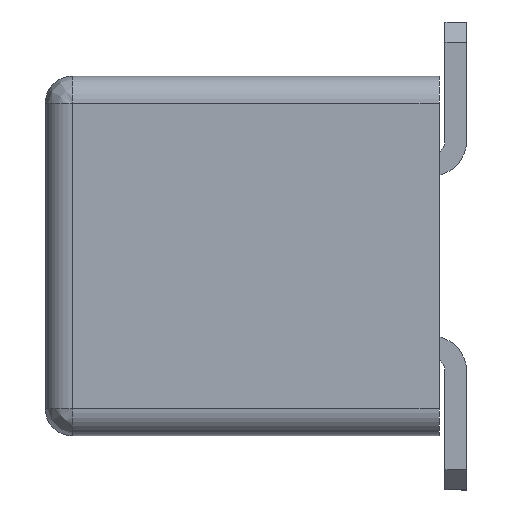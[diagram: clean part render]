
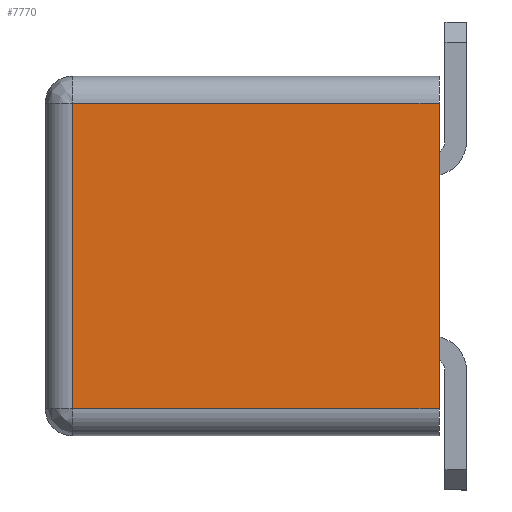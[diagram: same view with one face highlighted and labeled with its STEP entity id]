
A CAD part, left-side view. The second image highlights one B-rep face of the part: STEP entity #7770.
In plain terms, the highlighted planar face has unit normal (-1, 0, 0).
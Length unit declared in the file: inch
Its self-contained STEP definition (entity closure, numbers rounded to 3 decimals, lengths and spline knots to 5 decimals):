
#105 = CARTESIAN_POINT ( 'NONE',  ( -0.31124, 0.16377, -0.12724 ) ) ;
#180 = LINE ( 'NONE', #814, #4888 ) ;
#587 = LINE ( 'NONE', #7951, #9966 ) ;
#784 = DIRECTION ( 'NONE',  ( 0., 1., 0. ) ) ;
#814 = CARTESIAN_POINT ( 'NONE',  ( -0.31124, -0.12623, -0.12724 ) ) ;
#969 = EDGE_CURVE ( 'NONE', #9376, #2745, #3366, .T. ) ;
#1004 = DIRECTION ( 'NONE',  ( 0., 0., -1. ) ) ;
#1055 = ORIENTED_EDGE ( 'NONE', *, *, #1662, .F. ) ;
#1662 = EDGE_CURVE ( 'NONE', #11182, #6027, #587, .T. ) ;
#1789 = EDGE_CURVE ( 'NONE', #6027, #9376, #5600, .T. ) ;
#1816 = CARTESIAN_POINT ( 'NONE',  ( -0.31124, 0.16377, 0.09776 ) ) ;
#2745 = VERTEX_POINT ( 'NONE', #6335 ) ;
#3366 = LINE ( 'NONE', #1816, #7308 ) ;
#4019 = CARTESIAN_POINT ( 'NONE',  ( -0.31124, -0.12623, -0.12724 ) ) ;
#4716 = CARTESIAN_POINT ( 'NONE',  ( -0.31124, 0.14377, -0.12724 ) ) ;
#4888 = VECTOR ( 'NONE', #6088, 39.37008 ) ;
#5436 = EDGE_CURVE ( 'NONE', #11182, #2745, #180, .T. ) ;
#5600 = LINE ( 'NONE', #8280, #8879 ) ;
#5776 = ORIENTED_EDGE ( 'NONE', *, *, #969, .F. ) ;
#6027 = VERTEX_POINT ( 'NONE', #4716 ) ;
#6088 = DIRECTION ( 'NONE',  ( 0., 0., 1. ) ) ;
#6094 = ORIENTED_EDGE ( 'NONE', *, *, #1789, .F. ) ;
#6262 = DIRECTION ( 'NONE',  ( 1., 0., 0. ) ) ;
#6335 = CARTESIAN_POINT ( 'NONE',  ( -0.31124, -0.12623, 0.09776 ) ) ;
#6629 = DIRECTION ( 'NONE',  ( 0., -1., 0. ) ) ;
#6732 = DIRECTION ( 'NONE',  ( 0., 0., 1. ) ) ;
#7308 = VECTOR ( 'NONE', #6629, 39.37008 ) ;
#7655 = AXIS2_PLACEMENT_3D ( 'NONE', #105, #6262, #1004 ) ;
#7770 = ADVANCED_FACE ( 'NONE', ( #8886 ), #7919, .F. ) ;
#7919 = PLANE ( 'NONE',  #7655 ) ;
#7951 = CARTESIAN_POINT ( 'NONE',  ( -0.31124, 0.16377, -0.12724 ) ) ;
#8280 = CARTESIAN_POINT ( 'NONE',  ( -0.31124, 0.14377, -0.12724 ) ) ;
#8879 = VECTOR ( 'NONE', #6732, 39.37008 ) ;
#8886 = FACE_OUTER_BOUND ( 'NONE', #11118, .T. ) ;
#9376 = VERTEX_POINT ( 'NONE', #10199 ) ;
#9966 = VECTOR ( 'NONE', #784, 39.37008 ) ;
#10199 = CARTESIAN_POINT ( 'NONE',  ( -0.31124, 0.14377, 0.09776 ) ) ;
#10266 = ORIENTED_EDGE ( 'NONE', *, *, #5436, .T. ) ;
#11118 = EDGE_LOOP ( 'NONE', ( #6094, #1055, #10266, #5776 ) ) ;
#11182 = VERTEX_POINT ( 'NONE', #4019 ) ;
